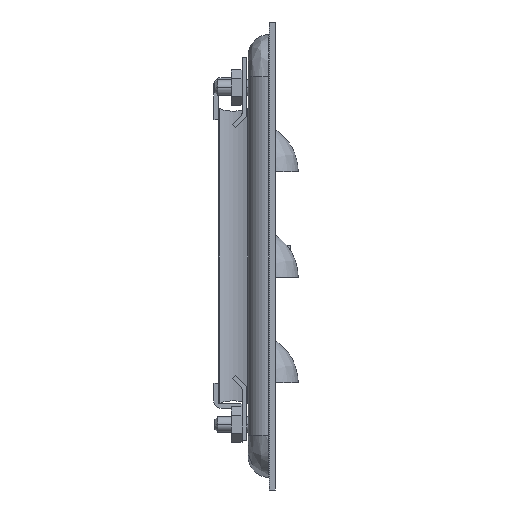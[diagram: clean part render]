
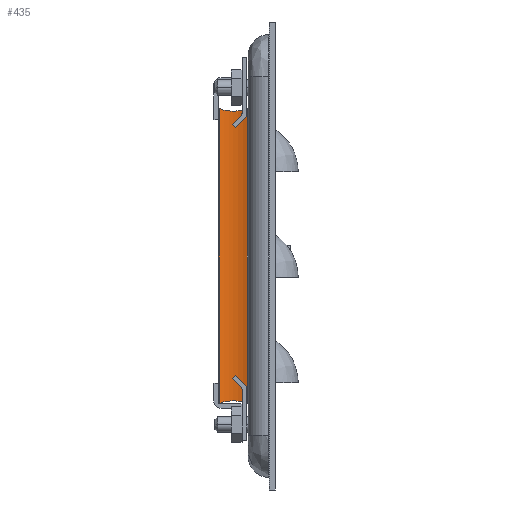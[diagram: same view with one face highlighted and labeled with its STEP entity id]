
A CAD part, left-side view. The second image highlights one B-rep face of the part: STEP entity #435.
In plain terms, the highlighted cylindrical face has radius 11.906 mm (diameter 23.812 mm), a partial arc.
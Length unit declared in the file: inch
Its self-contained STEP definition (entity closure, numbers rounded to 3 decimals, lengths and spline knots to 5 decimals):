
#4 = CARTESIAN_POINT ( 'NONE',  ( -1.5, 0.332, 1.75 ) ) ;
#82 = CARTESIAN_POINT ( 'NONE',  ( -1.45955, 0.43955, -1.70955 ) ) ;
#119 = CARTESIAN_POINT ( 'NONE',  ( -1.5, 0.662, 1.75 ) ) ;
#184 = DIRECTION ( 'NONE',  ( 0., 0., -1. ) ) ;
#313 = VERTEX_POINT ( 'NONE', #6775 ) ;
#435 = ADVANCED_FACE ( 'NONE', ( #5057 ), #5175, .F. ) ;
#451 = CARTESIAN_POINT ( 'NONE',  ( -1.93875, 0.497, -1.75 ) ) ;
#556 = ORIENTED_EDGE ( 'NONE', *, *, #5892, .T. ) ;
#587 = CARTESIAN_POINT ( 'NONE',  ( -1.45955, 0.55445, -1.70955 ) ) ;
#703 = CARTESIAN_POINT ( 'NONE',  ( -1.45955, 0.43955, 1.70955 ) ) ;
#732 = CARTESIAN_POINT ( 'NONE',  ( -1.5, 0.332, -1.75 ) ) ;
#942 = ORIENTED_EDGE ( 'NONE', *, *, #7239, .T. ) ;
#1444 = EDGE_CURVE ( 'NONE', #5027, #7067, #3219, .T. ) ;
#1539 = EDGE_CURVE ( 'NONE', #4407, #313, #3147, .T. ) ;
#2087 = DIRECTION ( 'NONE',  ( -1., 0., 0. ) ) ;
#2203 = DIRECTION ( 'NONE',  ( 0., 0., 1. ) ) ;
#2382 = CARTESIAN_POINT ( 'NONE',  ( -1.5, 0.332, -1.75 ) ) ;
#2419 = CARTESIAN_POINT ( 'NONE',  ( -1.5, 0.662, -1.75 ) ) ;
#2571 = CARTESIAN_POINT ( 'NONE',  ( -1.45955, 0.55445, 1.70955 ) ) ;
#2613 = VECTOR ( 'NONE', #184, 39.37008 ) ;
#2642 = DIRECTION ( 'NONE',  ( 0., 0., -1. ) ) ;
#3012 = EDGE_LOOP ( 'NONE', ( #7423, #942, #4140, #556 ) ) ;
#3147 = LINE ( 'NONE', #732, #2613 ) ;
#3179 = AXIS2_PLACEMENT_3D ( 'NONE', #451, #2203, #2087 ) ;
#3219 = LINE ( 'NONE', #7367, #5110 ) ;
#4140 = ORIENTED_EDGE ( 'NONE', *, *, #1444, .T. ) ;
#4323 =( BOUNDED_CURVE ( )  B_SPLINE_CURVE ( 3, ( #6082, #703, #2571, #119 ),
 .UNSPECIFIED., .F., .F. ) 
 B_SPLINE_CURVE_WITH_KNOTS ( ( 4, 4 ),
 ( 2.78189, 3.5013 ),
 .UNSPECIFIED. ) 
 CURVE ( )  GEOMETRIC_REPRESENTATION_ITEM ( )  RATIONAL_B_SPLINE_CURVE ( ( 1., 0.957, 0.957, 1. ) ) 
 REPRESENTATION_ITEM ( '' )  );
#4407 = VERTEX_POINT ( 'NONE', #4 ) ;
#5027 = VERTEX_POINT ( 'NONE', #7011 ) ;
#5057 = FACE_OUTER_BOUND ( 'NONE', #3012, .T. ) ;
#5110 = VECTOR ( 'NONE', #2642, 39.37008 ) ;
#5175 = CYLINDRICAL_SURFACE ( 'NONE', #3179, 0.46875 ) ;
#5892 = EDGE_CURVE ( 'NONE', #7067, #313, #6709, .T. ) ;
#6082 = CARTESIAN_POINT ( 'NONE',  ( -1.5, 0.332, 1.75 ) ) ;
#6709 =( BOUNDED_CURVE ( )  B_SPLINE_CURVE ( 3, ( #2419, #587, #82, #2382 ),
 .UNSPECIFIED., .F., .F. ) 
 B_SPLINE_CURVE_WITH_KNOTS ( ( 4, 4 ),
 ( 5.92348, 6.64289 ),
 .UNSPECIFIED. ) 
 CURVE ( )  GEOMETRIC_REPRESENTATION_ITEM ( )  RATIONAL_B_SPLINE_CURVE ( ( 1., 0.957, 0.957, 1. ) ) 
 REPRESENTATION_ITEM ( '' )  );
#6775 = CARTESIAN_POINT ( 'NONE',  ( -1.5, 0.332, -1.75 ) ) ;
#7011 = CARTESIAN_POINT ( 'NONE',  ( -1.5, 0.662, 1.75 ) ) ;
#7067 = VERTEX_POINT ( 'NONE', #7694 ) ;
#7239 = EDGE_CURVE ( 'NONE', #4407, #5027, #4323, .T. ) ;
#7367 = CARTESIAN_POINT ( 'NONE',  ( -1.5, 0.662, -1.75 ) ) ;
#7423 = ORIENTED_EDGE ( 'NONE', *, *, #1539, .F. ) ;
#7694 = CARTESIAN_POINT ( 'NONE',  ( -1.5, 0.662, -1.75 ) ) ;
